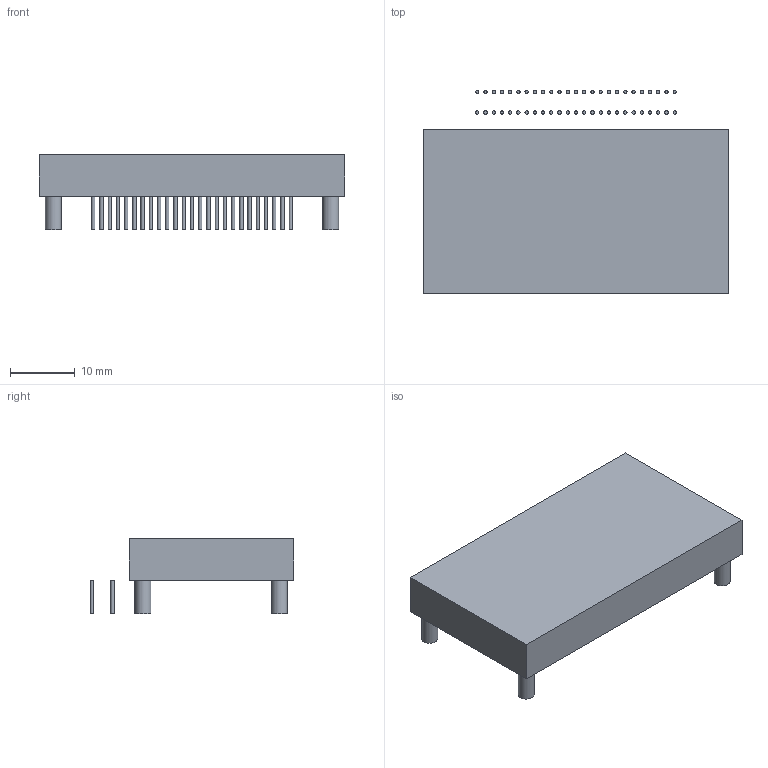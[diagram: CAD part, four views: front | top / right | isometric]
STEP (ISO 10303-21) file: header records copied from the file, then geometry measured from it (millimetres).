
FILE_DESCRIPTION(('FreeCAD Model'),'2;1');
FILE_NAME('1022898.1.3.stp','2021-11-06T10:52:31',( 'Author'),(''),'Open CASCADE STEP processor 6.9','FreeCAD','Unknown' );
FILE_SCHEMA(('AUTOMOTIVE_DESIGN { 1 0 10303 214 1 1 1 1 }'));
Length unit declared in the file: millimetre
Products named in the file (3): ASSEMBLY; Body; Leads
Assembly tree (2 placements, depth 2):
  ASSEMBLY
    Body
    Leads
Bounding box: 47.09 x 31.41 x 11.58 mm (x, y, z)
Volume: 7902.4 mm3; surface area: 3960.2 mm2
Topology: 55 solids, 55 shells, 168 faces, 174 edges, 116 vertices
Faces by surface type: plane 114, cylinder 54
Full cylindrical faces by diameter (mm): 0.511 x50, 2.492 x4
Entity records: 5825 total; most frequent: DIRECTION 972, CARTESIAN_POINT 809, ORIENTED_EDGE 348, PCURVE 348, DEFINITIONAL_REPRESENTATION 348, LINE 306, VECTOR 306, AXIS2_PLACEMENT_3D 279
